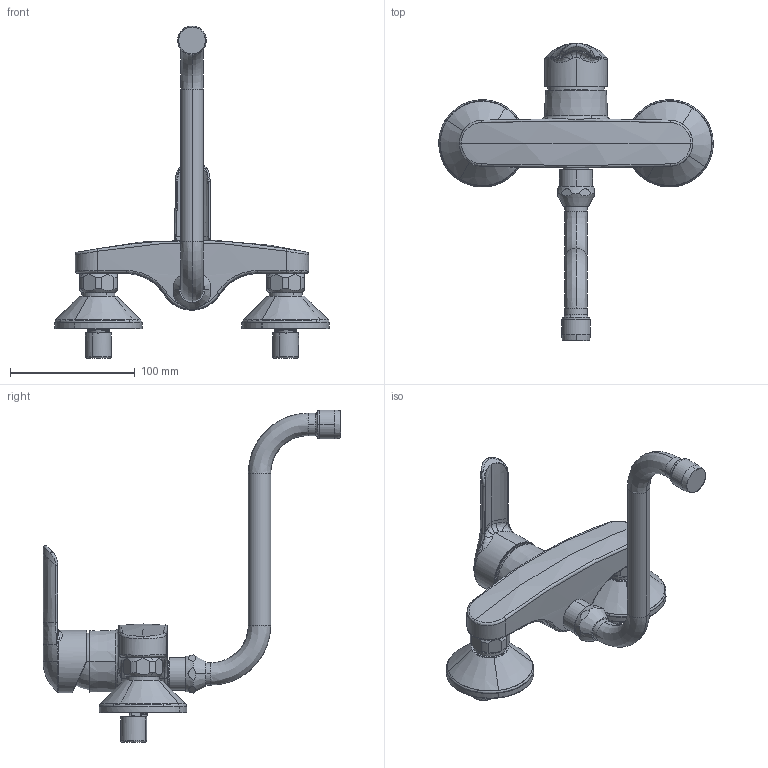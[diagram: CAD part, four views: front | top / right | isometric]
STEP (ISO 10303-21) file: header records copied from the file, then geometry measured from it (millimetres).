
FILE_DESCRIPTION (( 'STEP AP203' ), '1' );
FILE_NAME ('52532103.STEP', '2019-12-02T07:25:58', ( '' ), ( '' ), 'SwSTEP 2.0', 'SolidWorks 2016', '' );
FILE_SCHEMA (( 'CONFIG_CONTROL_DESIGN' ));
Length unit declared in the file: millimetre
Products named in the file (1): 52532103
Bounding box: 220 x 238.84 x 266.1 mm (x, y, z)
Volume: 491512.5 mm3; surface area: 92937.9 mm2
Topology: 1 solids, 1 shells, 436 faces, 1092 edges, 662 vertices
Faces by surface type: bspline 193, cylinder 112, plane 74, cone 29, torus 18, sphere 10
Entity records: 29235 total; most frequent: CARTESIAN_POINT 20388, ORIENTED_EDGE 2152, DIRECTION 1312, EDGE_CURVE 1076, VERTEX_POINT 662, AXIS2_PLACEMENT_3D 560, B_SPLINE_CURVE_WITH_KNOTS 550, EDGE_LOOP 456
